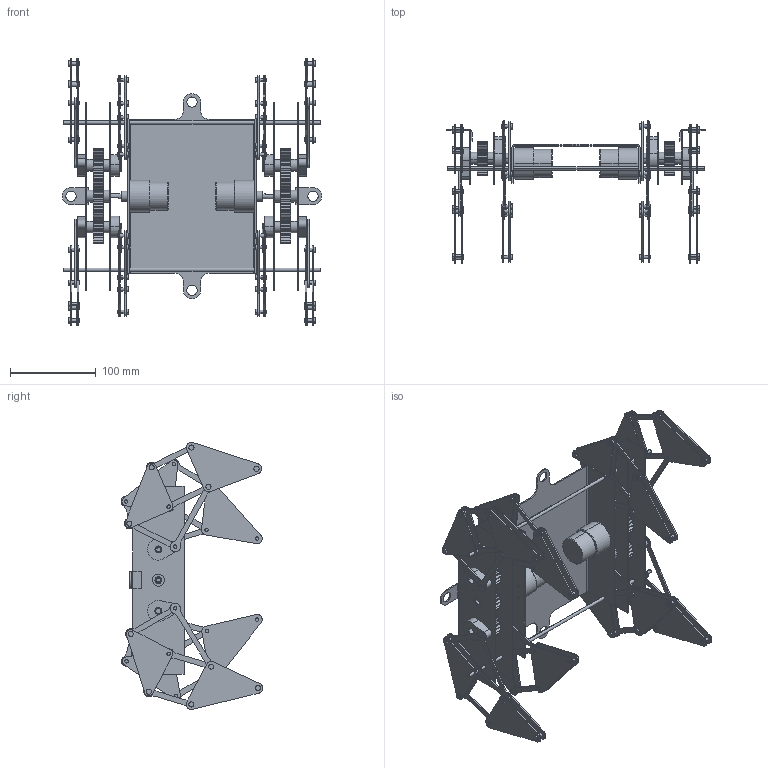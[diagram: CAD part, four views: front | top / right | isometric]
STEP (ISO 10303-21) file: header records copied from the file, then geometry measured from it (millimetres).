
FILE_DESCRIPTION (( 'STEP AP203' ), '1' );
FILE_NAME ('Theo Jansen Mechanism Custom Step.STEP', '2021-11-08T12:31:39', ( '' ), ( '' ), 'SwSTEP 2.0', 'SolidWorks 2019', '' );
FILE_SCHEMA (( 'CONFIG_CONTROL_DESIGN' ));
Length unit declared in the file: millimetre
Products named in the file (17): Theo Jansen Mechanism Custom Step; Part6^Theo Jansen Mechanism Custom; MirrorAssem1^Theo Jansen Mechanism Custom; Leg B; Link b; Link c; Part4^Theo Jansen Mechanism Custom; Leg A; Cam; Small Johnson Motor; MirrorM4x10; Part3^Theo Jansen Mechanism Custom; LED Mount; Assem1^Theo Jansen Mechanism Custom; M4x10; Link a; Plastic gear small
Assembly tree (130 placements, depth 3):
  Theo Jansen Mechanism Custom Step
    Part3^Theo Jansen Mechanism Custom
    Part4^Theo Jansen Mechanism Custom  x4
    Plastic gear small  x6
    Small Johnson Motor  x2
    Cam  x8
    Leg A  x16
    Link a  x8
    Link c  x16
    Leg B  x16
    Link b  x8
    Part6^Theo Jansen Mechanism Custom
    LED Mount  x2
    Assem1^Theo Jansen Mechanism Custom
      M4x10  x20
    MirrorAssem1^Theo Jansen Mechanism Custom
      MirrorM4x10
      M4x10  x19
Bounding box: 303 x 165.88 x 312.33 mm (x, y, z)
Volume: 487814.9 mm3; surface area: 490149.9 mm2
Topology: 131 solids, 131 shells, 2268 faces, 5760 edges, 3822 vertices
Faces by surface type: cylinder 1374, plane 874, torus 20
Entity records: 17125 total; most frequent: DIRECTION 2424, CARTESIAN_POINT 2099, ORIENTED_EDGE 1910, AXIS2_PLACEMENT_3D 962, EDGE_CURVE 955, VERTEX_POINT 625, LINE 500, VECTOR 500
